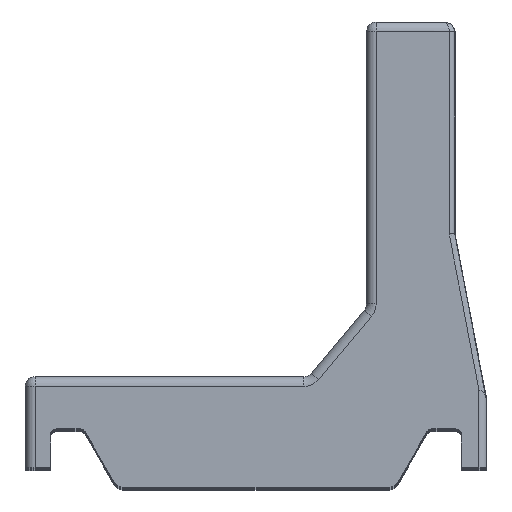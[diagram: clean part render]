
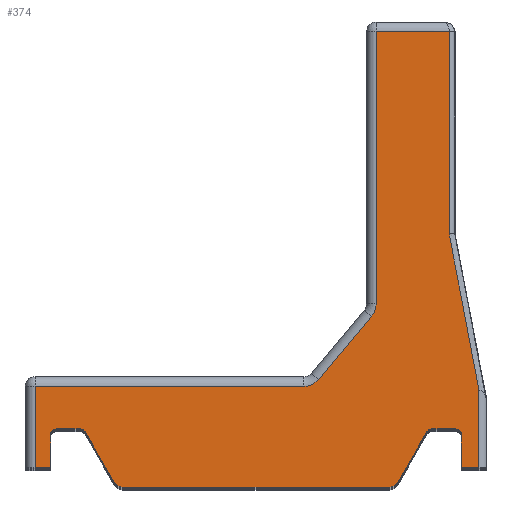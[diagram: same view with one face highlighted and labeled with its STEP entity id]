
A CAD part, top view. The second image highlights one B-rep face of the part: STEP entity #374.
In plain terms, the highlighted planar face has unit normal (0, 0, 1).
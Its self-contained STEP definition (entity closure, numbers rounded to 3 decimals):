
#149=CARTESIAN_POINT('',(119.,120.,852.));
#150=DIRECTION('',(0.0,0.0,1.0));
#151=DIRECTION('',(1.0,0.0,0.0));
#152=AXIS2_PLACEMENT_3D('',#149,#150,#151);
#153=PLANE('',#152);
#154=CARTESIAN_POINT('',(209.732,30.,852.));
#155=VERTEX_POINT('',#154);
#156=CARTESIAN_POINT('',(222.,30.,852.));
#157=VERTEX_POINT('',#156);
#158=CARTESIAN_POINT('',(209.732,30.,852.));
#159=DIRECTION('',(1.0,0.0,0.0));
#160=VECTOR('',#159,12.268);
#161=LINE('',#158,#160);
#162=EDGE_CURVE('',#155,#157,#161,.T.);
#163=ORIENTED_EDGE('',*,*,#162,.T.);
#164=CARTESIAN_POINT('',(225.,27.,852.));
#165=VERTEX_POINT('',#164);
#166=CARTESIAN_POINT('',(222.,27.,852.));
#167=DIRECTION('',(0.0,0.0,1.0));
#168=DIRECTION('',(0.707,0.707,0.0));
#169=AXIS2_PLACEMENT_3D('',#166,#167,#168);
#170=CIRCLE('',#169,3.0);
#171=EDGE_CURVE('',#165,#157,#170,.T.);
#172=ORIENTED_EDGE('',*,*,#171,.F.);
#173=CARTESIAN_POINT('',(225.,10.0,852.));
#174=VERTEX_POINT('',#173);
#175=CARTESIAN_POINT('',(225.,27.,852.));
#176=DIRECTION('',(0.0,-1.0,0.0));
#177=VECTOR('',#176,17.);
#178=LINE('',#175,#177);
#179=EDGE_CURVE('',#165,#174,#178,.T.);
#180=ORIENTED_EDGE('',*,*,#179,.T.);
#181=CARTESIAN_POINT('',(234.0,10.,852.));
#182=VERTEX_POINT('',#181);
#183=CARTESIAN_POINT('',(225.,10.,852.));
#184=DIRECTION('',(1.0,0.0,0.0));
#185=VECTOR('',#184,9.);
#186=LINE('',#183,#185);
#187=EDGE_CURVE('',#174,#182,#186,.T.);
#188=ORIENTED_EDGE('',*,*,#187,.T.);
#189=CARTESIAN_POINT('',(234.,50.455,852.));
#190=VERTEX_POINT('',#189);
#191=CARTESIAN_POINT('',(234.0,50.455,852.));
#192=DIRECTION('',(0.0,-1.0,0.0));
#193=VECTOR('',#192,40.455);
#194=LINE('',#191,#193);
#195=EDGE_CURVE('',#190,#182,#194,.T.);
#196=ORIENTED_EDGE('',*,*,#195,.F.);
#197=CARTESIAN_POINT('',(224.526,100.,852.));
#198=VERTEX_POINT('',#197);
#199=CARTESIAN_POINT('',(224.526,100.,852.));
#200=CARTESIAN_POINT('',(227.671,83.483,852.));
#201=CARTESIAN_POINT('',(230.828,66.968,852.));
#202=CARTESIAN_POINT('',(234.,50.456,852.));
#203=B_SPLINE_CURVE_WITH_KNOTS('',3,(#199,#200,#201,#202),.UNSPECIFIED.,.F.,.U.,(4,4),(1.45,1.954),.UNSPECIFIED.);
#204=EDGE_CURVE('',#198,#190,#203,.T.);
#205=ORIENTED_EDGE('',*,*,#204,.F.);
#206=CARTESIAN_POINT('',(218.706,130.642,852.));
#207=VERTEX_POINT('',#206);
#208=CARTESIAN_POINT('',(35096.464,6739.078,852.));
#209=DIRECTION('',(0.0,0.0,1.0));
#210=DIRECTION('',(-0.982,-0.187,0.0));
#211=AXIS2_PLACEMENT_3D('',#208,#209,#210);
#212=CIRCLE('',#211,35498.302);
#213=EDGE_CURVE('',#207,#198,#212,.T.);
#214=ORIENTED_EDGE('',*,*,#213,.F.);
#215=CARTESIAN_POINT('',(218.706,235.,852.));
#216=VERTEX_POINT('',#215);
#217=CARTESIAN_POINT('',(218.706,235.,852.));
#218=DIRECTION('',(0.0,-1.0,0.0));
#219=VECTOR('',#218,104.358);
#220=LINE('',#217,#219);
#221=EDGE_CURVE('',#216,#207,#220,.T.);
#222=ORIENTED_EDGE('',*,*,#221,.F.);
#223=CARTESIAN_POINT('',(181.,235.,852.));
#224=VERTEX_POINT('',#223);
#225=CARTESIAN_POINT('',(181.,235.,852.));
#226=DIRECTION('',(1.0,0.0,0.0));
#227=VECTOR('',#226,37.706);
#228=LINE('',#225,#227);
#229=EDGE_CURVE('',#224,#216,#228,.T.);
#230=ORIENTED_EDGE('',*,*,#229,.F.);
#231=CARTESIAN_POINT('',(181.,94.572,852.));
#232=VERTEX_POINT('',#231);
#233=CARTESIAN_POINT('',(181.,94.572,852.));
#234=DIRECTION('',(0.0,1.0,0.0));
#235=VECTOR('',#234,140.428);
#236=LINE('',#233,#235);
#237=EDGE_CURVE('',#232,#224,#236,.T.);
#238=ORIENTED_EDGE('',*,*,#237,.F.);
#239=CARTESIAN_POINT('',(178.66,88.145,852.));
#240=VERTEX_POINT('',#239);
#241=CARTESIAN_POINT('',(171.,94.572,852.));
#242=DIRECTION('',(0.0,0.0,1.0));
#243=DIRECTION('',(0.94,-0.342,0.0));
#244=AXIS2_PLACEMENT_3D('',#241,#242,#243);
#245=CIRCLE('',#244,10.0);
#246=EDGE_CURVE('',#240,#232,#245,.T.);
#247=ORIENTED_EDGE('',*,*,#246,.F.);
#248=CARTESIAN_POINT('',(151.329,55.572,852.));
#249=VERTEX_POINT('',#248);
#250=CARTESIAN_POINT('',(151.329,55.572,852.));
#251=DIRECTION('',(0.643,0.766,0.0));
#252=VECTOR('',#251,42.52);
#253=LINE('',#250,#252);
#254=EDGE_CURVE('',#249,#240,#253,.T.);
#255=ORIENTED_EDGE('',*,*,#254,.F.);
#256=CARTESIAN_POINT('',(143.668,52.,852.));
#257=VERTEX_POINT('',#256);
#258=CARTESIAN_POINT('',(143.668,62.,852.));
#259=DIRECTION('',(0.0,0.0,1.0));
#260=DIRECTION('',(0.423,-0.906,0.0));
#261=AXIS2_PLACEMENT_3D('',#258,#259,#260);
#262=CIRCLE('',#261,10.0);
#263=EDGE_CURVE('',#257,#249,#262,.T.);
#264=ORIENTED_EDGE('',*,*,#263,.F.);
#265=CARTESIAN_POINT('',(5.,52.,852.));
#266=VERTEX_POINT('',#265);
#267=CARTESIAN_POINT('',(5.,52.,852.));
#268=DIRECTION('',(1.0,0.0,0.0));
#269=VECTOR('',#268,138.668);
#270=LINE('',#267,#269);
#271=EDGE_CURVE('',#266,#257,#270,.T.);
#272=ORIENTED_EDGE('',*,*,#271,.F.);
#273=CARTESIAN_POINT('',(5.0,10.,852.));
#274=VERTEX_POINT('',#273);
#275=CARTESIAN_POINT('',(5.0,10.,852.));
#276=DIRECTION('',(0.0,1.0,0.0));
#277=VECTOR('',#276,42.);
#278=LINE('',#275,#277);
#279=EDGE_CURVE('',#274,#266,#278,.T.);
#280=ORIENTED_EDGE('',*,*,#279,.F.);
#281=CARTESIAN_POINT('',(13.,10.0,852.));
#282=VERTEX_POINT('',#281);
#283=CARTESIAN_POINT('',(5.0,10.,852.));
#284=DIRECTION('',(1.0,0.0,0.0));
#285=VECTOR('',#284,8.);
#286=LINE('',#283,#285);
#287=EDGE_CURVE('',#274,#282,#286,.T.);
#288=ORIENTED_EDGE('',*,*,#287,.T.);
#289=CARTESIAN_POINT('',(13.,27.,852.));
#290=VERTEX_POINT('',#289);
#291=CARTESIAN_POINT('',(13.,10.0,852.));
#292=DIRECTION('',(0.0,1.0,0.0));
#293=VECTOR('',#292,17.);
#294=LINE('',#291,#293);
#295=EDGE_CURVE('',#282,#290,#294,.T.);
#296=ORIENTED_EDGE('',*,*,#295,.T.);
#297=CARTESIAN_POINT('',(16.,30.,852.));
#298=VERTEX_POINT('',#297);
#299=CARTESIAN_POINT('',(16.,27.,852.));
#300=DIRECTION('',(0.0,0.0,1.0));
#301=DIRECTION('',(-0.707,0.707,0.0));
#302=AXIS2_PLACEMENT_3D('',#299,#300,#301);
#303=CIRCLE('',#302,3.0);
#304=EDGE_CURVE('',#298,#290,#303,.T.);
#305=ORIENTED_EDGE('',*,*,#304,.F.);
#306=CARTESIAN_POINT('',(28.268,30.,852.));
#307=VERTEX_POINT('',#306);
#308=CARTESIAN_POINT('',(16.,30.,852.));
#309=DIRECTION('',(1.0,0.0,0.0));
#310=VECTOR('',#309,12.268);
#311=LINE('',#308,#310);
#312=EDGE_CURVE('',#298,#307,#311,.T.);
#313=ORIENTED_EDGE('',*,*,#312,.T.);
#314=CARTESIAN_POINT('',(30.866,28.5,852.));
#315=VERTEX_POINT('',#314);
#316=CARTESIAN_POINT('',(28.268,27.,852.));
#317=DIRECTION('',(0.0,0.0,1.0));
#318=DIRECTION('',(0.5,0.866,0.0));
#319=AXIS2_PLACEMENT_3D('',#316,#317,#318);
#320=CIRCLE('',#319,3.0);
#321=EDGE_CURVE('',#315,#307,#320,.T.);
#322=ORIENTED_EDGE('',*,*,#321,.F.);
#323=CARTESIAN_POINT('',(45.877,2.5,852.));
#324=VERTEX_POINT('',#323);
#325=CARTESIAN_POINT('',(30.866,28.5,852.));
#326=DIRECTION('',(0.5,-0.866,0.0));
#327=VECTOR('',#326,30.022);
#328=LINE('',#325,#327);
#329=EDGE_CURVE('',#315,#324,#328,.T.);
#330=ORIENTED_EDGE('',*,*,#329,.T.);
#331=CARTESIAN_POINT('',(50.207,0.0,852.));
#332=VERTEX_POINT('',#331);
#333=CARTESIAN_POINT('',(50.207,5.0,852.));
#334=DIRECTION('',(0.0,0.0,-1.0));
#335=DIRECTION('',(-0.5,-0.866,0.0));
#336=AXIS2_PLACEMENT_3D('',#333,#334,#335);
#337=CIRCLE('',#336,5.);
#338=EDGE_CURVE('',#332,#324,#337,.T.);
#339=ORIENTED_EDGE('',*,*,#338,.F.);
#340=CARTESIAN_POINT('',(187.793,0.0,852.));
#341=VERTEX_POINT('',#340);
#342=CARTESIAN_POINT('',(187.793,0.0,852.));
#343=DIRECTION('',(-1.0,0.0,0.0));
#344=VECTOR('',#343,137.585);
#345=LINE('',#342,#344);
#346=EDGE_CURVE('',#341,#332,#345,.T.);
#347=ORIENTED_EDGE('',*,*,#346,.F.);
#348=CARTESIAN_POINT('',(192.123,2.5,852.));
#349=VERTEX_POINT('',#348);
#350=CARTESIAN_POINT('',(187.793,5.0,852.));
#351=DIRECTION('',(0.0,0.0,-1.0));
#352=DIRECTION('',(0.5,-0.866,0.0));
#353=AXIS2_PLACEMENT_3D('',#350,#351,#352);
#354=CIRCLE('',#353,5.);
#355=EDGE_CURVE('',#349,#341,#354,.T.);
#356=ORIENTED_EDGE('',*,*,#355,.F.);
#357=CARTESIAN_POINT('',(207.134,28.5,852.));
#358=VERTEX_POINT('',#357);
#359=CARTESIAN_POINT('',(192.123,2.5,852.));
#360=DIRECTION('',(0.5,0.866,0.0));
#361=VECTOR('',#360,30.022);
#362=LINE('',#359,#361);
#363=EDGE_CURVE('',#349,#358,#362,.T.);
#364=ORIENTED_EDGE('',*,*,#363,.T.);
#365=CARTESIAN_POINT('',(209.732,27.,852.));
#366=DIRECTION('',(0.0,0.0,1.0));
#367=DIRECTION('',(-0.5,0.866,0.0));
#368=AXIS2_PLACEMENT_3D('',#365,#366,#367);
#369=CIRCLE('',#368,3.0);
#370=EDGE_CURVE('',#155,#358,#369,.T.);
#371=ORIENTED_EDGE('',*,*,#370,.F.);
#372=EDGE_LOOP('',(#163,#172,#180,#188,#196,#205,#214,#222,#230,#238,#247,#255,#264,#272,#280,#288,#296,#305,#313,#322,#330,#339,#347,#356,#364,#371));
#373=FACE_OUTER_BOUND('',#372,.T.);
#374=ADVANCED_FACE('',(#373),#153,.T.);
